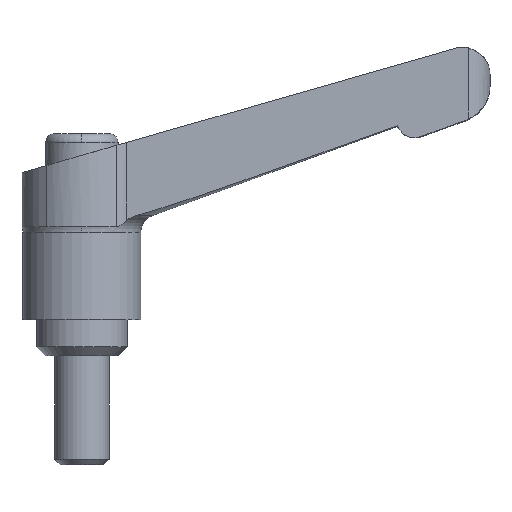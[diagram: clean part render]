
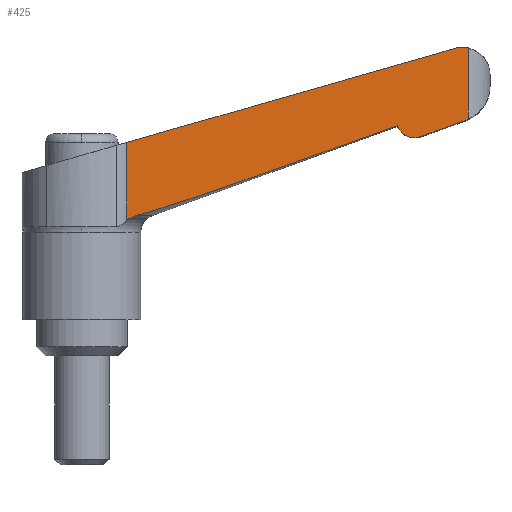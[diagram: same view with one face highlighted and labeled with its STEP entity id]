
A CAD part, top view. The second image highlights one B-rep face of the part: STEP entity #425.
In plain terms, the highlighted planar face has unit normal (0.035, 0, 0.999).
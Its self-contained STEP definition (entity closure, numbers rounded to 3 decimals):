
#265 = EDGE_CURVE( '', #351, #443, #751, .T. );
#269 = EDGE_CURVE( '', #443, #695, #756, .T. );
#301 = VERTEX_POINT( '', #789 );
#317 = VERTEX_POINT( '', #807 );
#351 = VERTEX_POINT( '', #844 );
#367 = VERTEX_POINT( '', #863 );
#425 = ADVANCED_FACE( '', ( #929 ), #930, .F. );
#433 = EDGE_CURVE( '', #301, #537, #938, .T. );
#443 = VERTEX_POINT( '', #948 );
#531 = EDGE_CURVE( '', #695, #367, #1046, .T. );
#537 = VERTEX_POINT( '', #1052 );
#567 = EDGE_CURVE( '', #317, #609, #1084, .T. );
#577 = EDGE_CURVE( '', #367, #597, #1095, .T. );
#597 = VERTEX_POINT( '', #1116 );
#609 = VERTEX_POINT( '', #1130 );
#629 = EDGE_CURVE( '', #597, #609, #1150, .T. );
#653 = EDGE_CURVE( '', #317, #537, #1180, .T. );
#695 = VERTEX_POINT( '', #1224 );
#707 = EDGE_CURVE( '', #301, #351, #1236, .T. );
#751 = ( B_SPLINE_CURVE( 2, ( #1281, #1282, #1283 ), .UNSPECIFIED., .F., .F. )B_SPLINE_CURVE_WITH_KNOTS( ( 3, 3 ), ( 0., 5.151 ), .UNSPECIFIED. )RATIONAL_B_SPLINE_CURVE( ( 1., 1.002, 1. ) )BOUNDED_CURVE(  )REPRESENTATION_ITEM( '' )GEOMETRIC_REPRESENTATION_ITEM(  )CURVE(  ) );
#756 = B_SPLINE_CURVE_WITH_KNOTS( '', 3, ( #1295, #1296, #1297, #1298, #1299, #1300, #1301, #1302, #1303, #1304, #1305, #1306, #1307, #1308, #1309, #1310, #1311, #1312, #1313, #1314 ), .UNSPECIFIED., .F., .F., ( 4, 2, 2, 2, 2, 2, 2, 2, 2, 4 ), ( 2.315, 2.601, 2.976, 3.351, 3.726, 4.1, 4.473, 4.844, 5.215, 5.298 ), .UNSPECIFIED. );
#789 = CARTESIAN_POINT( '', ( 42.611, 26.098, 3.662 ) );
#807 = CARTESIAN_POINT( '', ( 41.52, 34.002, 3.701 ) );
#844 = CARTESIAN_POINT( '', ( 42.207, 25.927, 3.677 ) );
#863 = CARTESIAN_POINT( '', ( 6.056, 15.479, 4.939 ) );
#929 = FACE_OUTER_BOUND( '', #1569, .T. );
#930 = PLANE( '', #1570 );
#938 = LINE( '', #1580, #1581 );
#948 = CARTESIAN_POINT( '', ( 37.365, 24.178, 3.846 ) );
#1046 = ( B_SPLINE_CURVE( 2, ( #1771, #1772, #1773 ), .UNSPECIFIED., .F., .F. )B_SPLINE_CURVE_WITH_KNOTS( ( 3, 3 ), ( 0., 30.397 ), .UNSPECIFIED. )RATIONAL_B_SPLINE_CURVE( ( 1., 1.349, 1. ) )BOUNDED_CURVE(  )REPRESENTATION_ITEM( '' )GEOMETRIC_REPRESENTATION_ITEM(  )CURVE(  ) );
#1052 = CARTESIAN_POINT( '', ( 42.611, 33.919, 3.662 ) );
#1084 = LINE( '', #1826, #1827 );
#1095 = B_SPLINE_CURVE_WITH_KNOTS( '', 3, ( #1842, #1843, #1844, #1845, #1846, #1847, #1848, #1849 ), .UNSPECIFIED., .F., .F., ( 4, 2, 2, 4 ), ( 4.101, 4.299, 4.805, 5.256 ), .UNSPECIFIED. );
#1116 = CARTESIAN_POINT( '', ( 4.96, 14.953, 4.977 ) );
#1130 = CARTESIAN_POINT( '', ( 4.96, 23.518, 4.977 ) );
#1150 = LINE( '', #1958, #1959 );
#1180 = B_SPLINE_CURVE_WITH_KNOTS( '', 3, ( #1996, #1997, #1998, #1999, #2000, #2001, #2002, #2003, #2004, #2005 ), .UNSPECIFIED., .F., .F., ( 4, 2, 2, 2, 4 ), ( 12.59, 12.819, 13.381, 13.941, 14.115 ), .UNSPECIFIED. );
#1224 = CARTESIAN_POINT( '', ( 34.777, 25.373, 3.936 ) );
#1236 = B_SPLINE_CURVE_WITH_KNOTS( '', 3, ( #2124, #2125, #2126, #2127, #2128, #2129 ), .UNSPECIFIED., .F., .F., ( 4, 2, 4 ), ( 4.198, 4.45, 4.626 ), .UNSPECIFIED. );
#1281 = CARTESIAN_POINT( '', ( 42.207, 25.927, 3.677 ) );
#1282 = CARTESIAN_POINT( '', ( 39.641, 24.999, 3.766 ) );
#1283 = CARTESIAN_POINT( '', ( 37.365, 24.178, 3.846 ) );
#1295 = CARTESIAN_POINT( '', ( 37.365, 24.178, 3.846 ) );
#1296 = CARTESIAN_POINT( '', ( 37.272, 24.144, 3.849 ) );
#1297 = CARTESIAN_POINT( '', ( 37.172, 24.116, 3.852 ) );
#1298 = CARTESIAN_POINT( '', ( 36.936, 24.069, 3.861 ) );
#1299 = CARTESIAN_POINT( '', ( 36.8, 24.057, 3.865 ) );
#1300 = CARTESIAN_POINT( '', ( 36.55, 24.057, 3.874 ) );
#1301 = CARTESIAN_POINT( '', ( 36.413, 24.069, 3.879 ) );
#1302 = CARTESIAN_POINT( '', ( 36.146, 24.122, 3.888 ) );
#1303 = CARTESIAN_POINT( '', ( 36.015, 24.163, 3.893 ) );
#1304 = CARTESIAN_POINT( '', ( 35.784, 24.258, 3.901 ) );
#1305 = CARTESIAN_POINT( '', ( 35.663, 24.321, 3.905 ) );
#1306 = CARTESIAN_POINT( '', ( 35.437, 24.471, 3.913 ) );
#1307 = CARTESIAN_POINT( '', ( 35.332, 24.558, 3.917 ) );
#1308 = CARTESIAN_POINT( '', ( 35.156, 24.733, 3.923 ) );
#1309 = CARTESIAN_POINT( '', ( 35.069, 24.837, 3.926 ) );
#1310 = CARTESIAN_POINT( '', ( 34.919, 25.061, 3.931 ) );
#1311 = CARTESIAN_POINT( '', ( 34.855, 25.181, 3.933 ) );
#1312 = CARTESIAN_POINT( '', ( 34.797, 25.32, 3.935 ) );
#1313 = CARTESIAN_POINT( '', ( 34.787, 25.346, 3.936 ) );
#1314 = CARTESIAN_POINT( '', ( 34.777, 25.373, 3.936 ) );
#1569 = EDGE_LOOP( '', ( #2383, #2384, #2385, #2386, #2387, #2388, #2389, #2390, #2391 ) );
#1570 = AXIS2_PLACEMENT_3D( '', #2392, #2393, #2394 );
#1580 = CARTESIAN_POINT( '', ( 42.611, 0., 3.662 ) );
#1581 = VECTOR( '', #2398, 1. );
#1771 = CARTESIAN_POINT( '', ( 34.777, 25.373, 3.936 ) );
#1772 = CARTESIAN_POINT( '', ( 11.299, 16.916, 4.756 ) );
#1773 = CARTESIAN_POINT( '', ( 6.056, 15.479, 4.939 ) );
#1826 = CARTESIAN_POINT( '', ( -4.505, 20.804, 5.308 ) );
#1827 = VECTOR( '', #2554, 1. );
#1842 = CARTESIAN_POINT( '', ( 6.056, 15.479, 4.939 ) );
#1843 = CARTESIAN_POINT( '', ( 5.989, 15.461, 4.941 ) );
#1844 = CARTESIAN_POINT( '', ( 5.924, 15.44, 4.944 ) );
#1845 = CARTESIAN_POINT( '', ( 5.701, 15.365, 4.951 ) );
#1846 = CARTESIAN_POINT( '', ( 5.53, 15.294, 4.957 ) );
#1847 = CARTESIAN_POINT( '', ( 5.222, 15.132, 4.968 ) );
#1848 = CARTESIAN_POINT( '', ( 5.083, 15.044, 4.973 ) );
#1849 = CARTESIAN_POINT( '', ( 4.96, 14.953, 4.977 ) );
#1958 = CARTESIAN_POINT( '', ( 4.96, 0., 4.977 ) );
#1959 = VECTOR( '', #2615, 1. );
#1996 = CARTESIAN_POINT( '', ( 41.004, 33.903, 3.719 ) );
#1997 = CARTESIAN_POINT( '', ( 41.083, 33.925, 3.716 ) );
#1998 = CARTESIAN_POINT( '', ( 41.164, 33.945, 3.713 ) );
#1999 = CARTESIAN_POINT( '', ( 41.446, 34.001, 3.703 ) );
#2000 = CARTESIAN_POINT( '', ( 41.65, 34.019, 3.696 ) );
#2001 = CARTESIAN_POINT( '', ( 42.023, 34.019, 3.683 ) );
#2002 = CARTESIAN_POINT( '', ( 42.227, 34.001, 3.676 ) );
#2003 = CARTESIAN_POINT( '', ( 42.489, 33.949, 3.667 ) );
#2004 = CARTESIAN_POINT( '', ( 42.55, 33.935, 3.665 ) );
#2005 = CARTESIAN_POINT( '', ( 42.611, 33.919, 3.662 ) );
#2124 = CARTESIAN_POINT( '', ( 42.611, 26.098, 3.662 ) );
#2125 = CARTESIAN_POINT( '', ( 42.532, 26.059, 3.665 ) );
#2126 = CARTESIAN_POINT( '', ( 42.453, 26.024, 3.668 ) );
#2127 = CARTESIAN_POINT( '', ( 42.321, 25.969, 3.673 ) );
#2128 = CARTESIAN_POINT( '', ( 42.265, 25.947, 3.675 ) );
#2129 = CARTESIAN_POINT( '', ( 42.207, 25.927, 3.677 ) );
#2383 = ORIENTED_EDGE( '', *, *, #567, .T. );
#2384 = ORIENTED_EDGE( '', *, *, #629, .F. );
#2385 = ORIENTED_EDGE( '', *, *, #577, .F. );
#2386 = ORIENTED_EDGE( '', *, *, #531, .F. );
#2387 = ORIENTED_EDGE( '', *, *, #269, .F. );
#2388 = ORIENTED_EDGE( '', *, *, #265, .F. );
#2389 = ORIENTED_EDGE( '', *, *, #707, .F. );
#2390 = ORIENTED_EDGE( '', *, *, #433, .T. );
#2391 = ORIENTED_EDGE( '', *, *, #653, .F. );
#2392 = CARTESIAN_POINT( '', ( 4.96, 0., 4.977 ) );
#2393 = DIRECTION( '', ( -0.035, 0., -0.999 ) );
#2394 = DIRECTION( '', ( -0.999, 0., 0.035 ) );
#2398 = DIRECTION( '', ( 0., 1., 0. ) );
#2554 = DIRECTION( '', ( -0.961, -0.275, 0.034 ) );
#2615 = DIRECTION( '', ( 0., 1., 0. ) );
